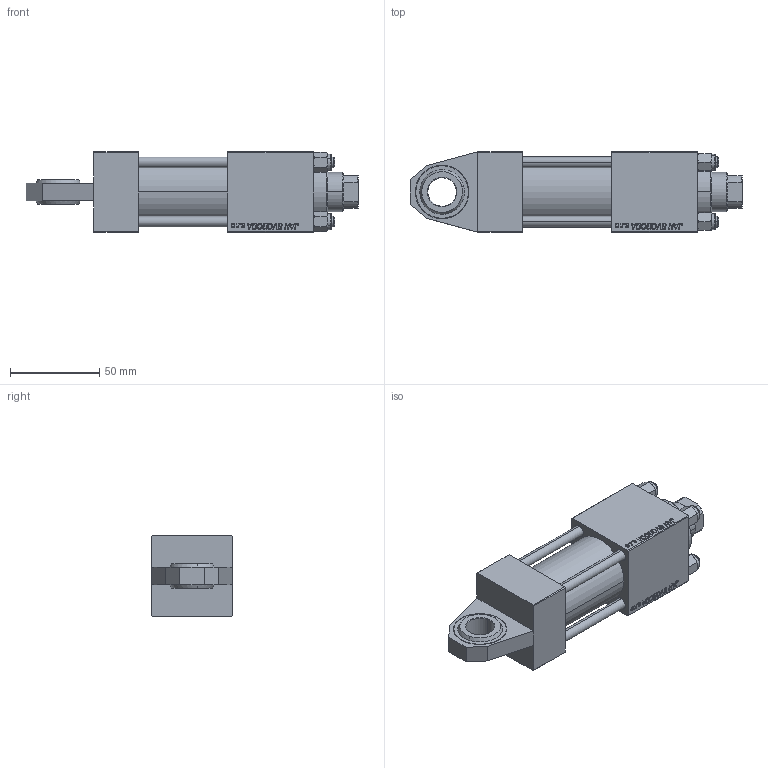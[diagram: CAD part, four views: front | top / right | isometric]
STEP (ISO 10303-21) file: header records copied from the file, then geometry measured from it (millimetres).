
FILE_DESCRIPTION (( 'STEP AP203' ), '1' );
FILE_NAME ('eb39.STEP', '2024-01-31T13:34:22', ( '' ), ( '' ), 'SwSTEP 2.0', 'SolidWorks 2019', '' );
FILE_SCHEMA (( 'CONFIG_CONTROL_DESIGN' ));
Length unit declared in the file: millimetre
Products named in the file (7): V215CR_J_Body 5e0295724b8eab8a7ed7d8ebbc49bfeb; V215CR_TYCINKA_J 5e0295724b8eab8a7ed7d8ebbc49bfeb; V215CR_J_VNITRNI_KROUZEK 5e0295724b8eab8a7ed7d8ebbc49bfeb; V215_VC_A 5e0295724b8eab8a7ed7d8ebbc49bfeb; V215CR_VCP_J 5e0295724b8eab8a7ed7d8ebbc49bfeb; eb39; NUT_M5_J 5e0295724b8eab8a7ed7d8ebbc49bfeb
Assembly tree (12 placements, depth 2):
  eb39
    V215CR_J_Body 5e0295724b8eab8a7ed7d8ebbc49bfeb
    V215CR_J_VNITRNI_KROUZEK 5e0295724b8eab8a7ed7d8ebbc49bfeb
    V215CR_VCP_J 5e0295724b8eab8a7ed7d8ebbc49bfeb
    V215CR_TYCINKA_J 5e0295724b8eab8a7ed7d8ebbc49bfeb  x4
    NUT_M5_J 5e0295724b8eab8a7ed7d8ebbc49bfeb  x4
    V215_VC_A 5e0295724b8eab8a7ed7d8ebbc49bfeb
Bounding box: 186 x 45 x 45 mm (x, y, z)
Volume: 222344.8 mm3; surface area: 79124 mm2
Topology: 12 solids, 12 shells, 1144 faces, 2866 edges, 1857 vertices
Faces by surface type: plane 515, bspline 392, cone 128, cylinder 89, torus 20
Entity records: 50223 total; most frequent: CARTESIAN_POINT 27075, ORIENTED_EDGE 5224, DIRECTION 3310, EDGE_CURVE 2612, VERTEX_POINT 1713, LINE 1558, VECTOR 1558, EDGE_LOOP 1151
